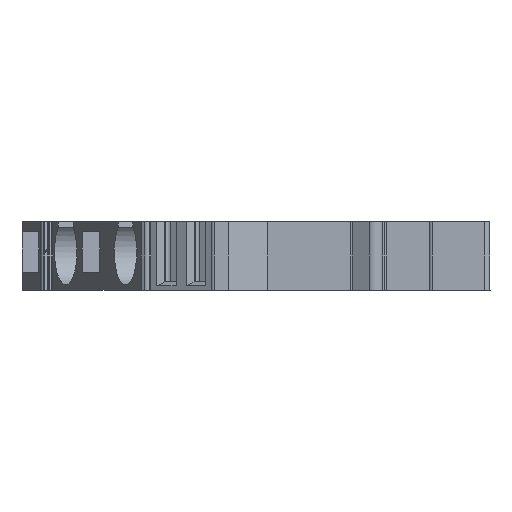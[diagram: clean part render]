
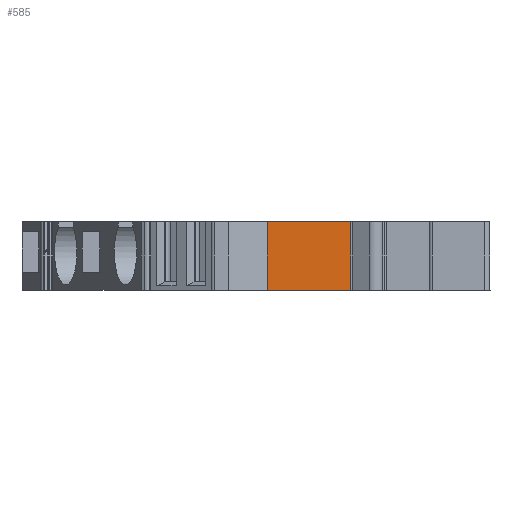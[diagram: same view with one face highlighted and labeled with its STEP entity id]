
A CAD part, left-side view. The second image highlights one B-rep face of the part: STEP entity #585.
In plain terms, the highlighted planar face has unit normal (-1, 0, 0).
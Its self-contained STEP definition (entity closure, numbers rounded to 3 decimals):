
#585=ADVANCED_FACE('',(#1311),#955,.F.);
#955=PLANE('',#9116);
#1311=FACE_OUTER_BOUND('',#1765,.T.);
#1765=EDGE_LOOP('',(#5354,#5355,#5356,#5357));
#2046=LINE('',#11984,#2977);
#2193=LINE('',#12417,#3124);
#2630=LINE('',#14064,#3561);
#2631=LINE('',#14066,#3562);
#2977=VECTOR('',#9557,1.);
#3124=VECTOR('',#9848,1.);
#3561=VECTOR('',#10931,1.);
#3562=VECTOR('',#10934,1.);
#5354=ORIENTED_EDGE('',*,*,#8070,.F.);
#5355=ORIENTED_EDGE('',*,*,#7497,.F.);
#5356=ORIENTED_EDGE('',*,*,#8069,.T.);
#5357=ORIENTED_EDGE('',*,*,#7280,.T.);
#6443=VERTEX_POINT('',#11983);
#6444=VERTEX_POINT('',#11985);
#6657=VERTEX_POINT('',#12416);
#6658=VERTEX_POINT('',#12418);
#7280=EDGE_CURVE('',#6444,#6443,#2046,.T.);
#7497=EDGE_CURVE('',#6657,#6658,#2193,.T.);
#8069=EDGE_CURVE('',#6657,#6444,#2630,.T.);
#8070=EDGE_CURVE('',#6658,#6443,#2631,.T.);
#9116=AXIS2_PLACEMENT_3D('',#14067,#10935,#10936);
#9557=DIRECTION('',(0.,-1.,0.));
#9848=DIRECTION('',(0.,-1.,0.));
#10931=DIRECTION('',(0.,0.,-1.));
#10934=DIRECTION('',(0.,0.,-1.));
#10935=DIRECTION('',(1.,0.,0.));
#10936=DIRECTION('',(0.,0.,-1.));
#11983=CARTESIAN_POINT('',(-42.85,-29.173,0.));
#11984=CARTESIAN_POINT('',(-42.85,-21.742,0.));
#11985=CARTESIAN_POINT('',(-42.85,-21.742,0.));
#12416=CARTESIAN_POINT('',(-42.85,-21.742,6.1));
#12417=CARTESIAN_POINT('',(-42.85,-21.742,6.1));
#12418=CARTESIAN_POINT('',(-42.85,-29.173,6.1));
#14064=CARTESIAN_POINT('',(-42.85,-21.742,6.1));
#14066=CARTESIAN_POINT('',(-42.85,-29.173,6.1));
#14067=CARTESIAN_POINT('',(-42.85,-21.742,6.1));
